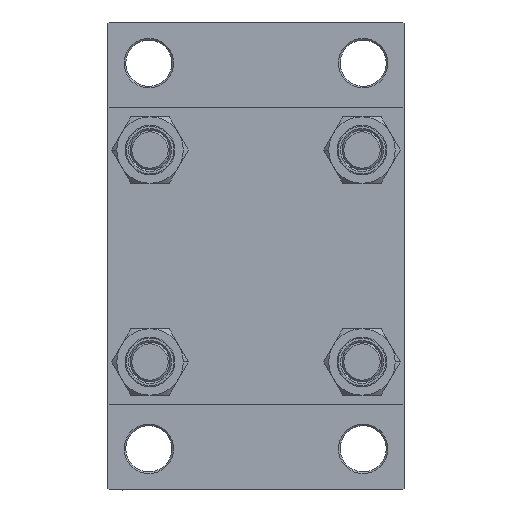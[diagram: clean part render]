
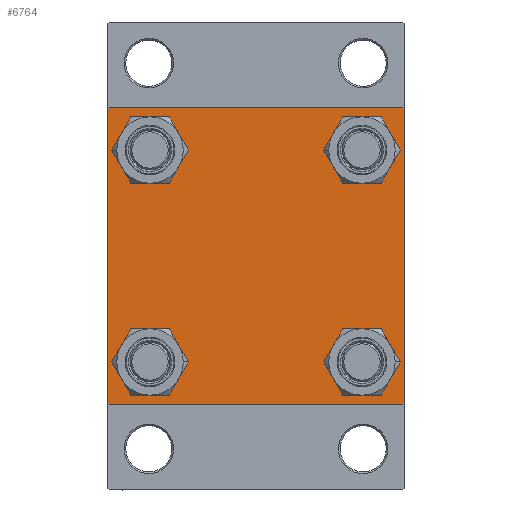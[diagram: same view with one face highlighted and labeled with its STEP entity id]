
A CAD part, left-side view. The second image highlights one B-rep face of the part: STEP entity #6764.
In plain terms, the highlighted planar face has unit normal (-1, 0, 0).
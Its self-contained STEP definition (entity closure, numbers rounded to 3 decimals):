
#132 = CIRCLE ( 'NONE', #25636, 6.5 ) ;
#191 = CARTESIAN_POINT ( 'NONE',  ( 0., 45., -44.5 ) ) ;
#374 = VERTEX_POINT ( 'NONE', #34019 ) ;
#393 = DIRECTION ( 'NONE',  ( 0., 0., 1. ) ) ;
#727 = VERTEX_POINT ( 'NONE', #11447 ) ;
#1091 = ORIENTED_EDGE ( 'NONE', *, *, #24256, .F. ) ;
#1123 = AXIS2_PLACEMENT_3D ( 'NONE', #28246, #39162, #31406 ) ;
#1316 = ORIENTED_EDGE ( 'NONE', *, *, #31097, .T. ) ;
#1395 = CARTESIAN_POINT ( 'NONE',  ( 0., 44.75, -44.75 ) ) ;
#1456 = VERTEX_POINT ( 'NONE', #35984 ) ;
#1690 = EDGE_LOOP ( 'NONE', ( #16146, #25318 ) ) ;
#1965 = VECTOR ( 'NONE', #34282, 1000. ) ;
#2559 = DIRECTION ( 'NONE',  ( 1., 0., 0. ) ) ;
#2623 = DIRECTION ( 'NONE',  ( 1., 0., 0. ) ) ;
#3545 = FACE_OUTER_BOUND ( 'NONE', #29319, .T. ) ;
#3595 = VECTOR ( 'NONE', #38919, 1000. ) ;
#3778 = CARTESIAN_POINT ( 'NONE',  ( 0., 44.75, 44.75 ) ) ;
#4055 = VECTOR ( 'NONE', #23968, 1000. ) ;
#5008 = CARTESIAN_POINT ( 'NONE',  ( 0., -32.15, -25.65 ) ) ;
#5254 = CARTESIAN_POINT ( 'NONE',  ( 0., 32.15, -25.65 ) ) ;
#5255 = CARTESIAN_POINT ( 'NONE',  ( 0., -32.15, -32.15 ) ) ;
#5413 = EDGE_LOOP ( 'NONE', ( #9475, #1316 ) ) ;
#6729 = EDGE_CURVE ( 'NONE', #17535, #20590, #11050, .T. ) ;
#6764 = ADVANCED_FACE ( 'NONE', ( #32382, #13973, #7182, #36728, #3545 ), #18326, .T. ) ;
#7182 = FACE_BOUND ( 'NONE', #33535, .T. ) ;
#7258 = CIRCLE ( 'NONE', #30461, 6.5 ) ;
#7838 = CARTESIAN_POINT ( 'NONE',  ( 0., -45., -44.5 ) ) ;
#7877 = CARTESIAN_POINT ( 'NONE',  ( 0., -32.15, 32.15 ) ) ;
#8254 = EDGE_CURVE ( 'NONE', #47353, #727, #40899, .T. ) ;
#8426 = VERTEX_POINT ( 'NONE', #5254 ) ;
#8671 = LINE ( 'NONE', #27311, #39482 ) ;
#8696 = CARTESIAN_POINT ( 'NONE',  ( 0., 32.15, -38.65 ) ) ;
#9475 = ORIENTED_EDGE ( 'NONE', *, *, #20548, .T. ) ;
#9545 = DIRECTION ( 'NONE',  ( 0., 0., -1. ) ) ;
#10490 = CARTESIAN_POINT ( 'NONE',  ( 0., -32.15, 38.65 ) ) ;
#10572 = CARTESIAN_POINT ( 'NONE',  ( 0., 32.15, 32.15 ) ) ;
#11050 = LINE ( 'NONE', #3778, #24491 ) ;
#11447 = CARTESIAN_POINT ( 'NONE',  ( 0., -44.5, -45. ) ) ;
#11715 = CARTESIAN_POINT ( 'NONE',  ( 0., 45., 45. ) ) ;
#12654 = DIRECTION ( 'NONE',  ( 1., 0., 0. ) ) ;
#12962 = CARTESIAN_POINT ( 'NONE',  ( 0., 45., 45. ) ) ;
#13286 = DIRECTION ( 'NONE',  ( 0., 0., 1. ) ) ;
#13973 = FACE_BOUND ( 'NONE', #41287, .T. ) ;
#14228 = VERTEX_POINT ( 'NONE', #30825 ) ;
#14879 = EDGE_CURVE ( 'NONE', #14228, #16111, #24802, .T. ) ;
#14959 = VECTOR ( 'NONE', #26477, 1000. ) ;
#15472 = VERTEX_POINT ( 'NONE', #22807 ) ;
#15818 = AXIS2_PLACEMENT_3D ( 'NONE', #7877, #26040, #33306 ) ;
#16019 = CARTESIAN_POINT ( 'NONE',  ( 0., 44.5, -45. ) ) ;
#16111 = VERTEX_POINT ( 'NONE', #7838 ) ;
#16146 = ORIENTED_EDGE ( 'NONE', *, *, #26016, .T. ) ;
#17077 = CARTESIAN_POINT ( 'NONE',  ( 0., -45., 45. ) ) ;
#17535 = VERTEX_POINT ( 'NONE', #34342 ) ;
#17560 = EDGE_CURVE ( 'NONE', #14228, #15472, #8671, .T. ) ;
#18190 = AXIS2_PLACEMENT_3D ( 'NONE', #5255, #27551, #27789 ) ;
#18305 = ORIENTED_EDGE ( 'NONE', *, *, #8254, .T. ) ;
#18326 = PLANE ( 'NONE',  #43859 ) ;
#18615 = DIRECTION ( 'NONE',  ( 0., -1., 0. ) ) ;
#18893 = AXIS2_PLACEMENT_3D ( 'NONE', #42599, #39223, #24910 ) ;
#19914 = ORIENTED_EDGE ( 'NONE', *, *, #38486, .T. ) ;
#20178 = DIRECTION ( 'NONE',  ( 0., 0., 1. ) ) ;
#20548 = EDGE_CURVE ( 'NONE', #21505, #1456, #132, .T. ) ;
#20590 = VERTEX_POINT ( 'NONE', #25574 ) ;
#20800 = CARTESIAN_POINT ( 'NONE',  ( 0., -32.15, -38.65 ) ) ;
#21505 = VERTEX_POINT ( 'NONE', #28333 ) ;
#22439 = DIRECTION ( 'NONE',  ( 1., 0., 0. ) ) ;
#22807 = CARTESIAN_POINT ( 'NONE',  ( 0., -44.5, 45. ) ) ;
#23110 = CARTESIAN_POINT ( 'NONE',  ( 0., 32.15, 32.15 ) ) ;
#23388 = EDGE_CURVE ( 'NONE', #727, #16111, #23732, .T. ) ;
#23676 = VERTEX_POINT ( 'NONE', #5008 ) ;
#23686 = DIRECTION ( 'NONE',  ( 0., 0.707, 0.707 ) ) ;
#23732 = LINE ( 'NONE', #34869, #4055 ) ;
#23968 = DIRECTION ( 'NONE',  ( 0., -0.707, 0.707 ) ) ;
#24144 = LINE ( 'NONE', #1395, #3595 ) ;
#24186 = CARTESIAN_POINT ( 'NONE',  ( 0., -32.15, 32.15 ) ) ;
#24256 = EDGE_CURVE ( 'NONE', #17535, #15472, #44893, .T. ) ;
#24491 = VECTOR ( 'NONE', #44224, 1000. ) ;
#24659 = VERTEX_POINT ( 'NONE', #191 ) ;
#24714 = ORIENTED_EDGE ( 'NONE', *, *, #45110, .T. ) ;
#24802 = LINE ( 'NONE', #17077, #27132 ) ;
#24910 = DIRECTION ( 'NONE',  ( 0., 0., 1. ) ) ;
#25138 = VERTEX_POINT ( 'NONE', #20800 ) ;
#25318 = ORIENTED_EDGE ( 'NONE', *, *, #38637, .T. ) ;
#25574 = CARTESIAN_POINT ( 'NONE',  ( 0., 45., 44.5 ) ) ;
#25636 = AXIS2_PLACEMENT_3D ( 'NONE', #10572, #22439, #32853 ) ;
#26016 = EDGE_CURVE ( 'NONE', #42231, #374, #37466, .T. ) ;
#26040 = DIRECTION ( 'NONE',  ( 1., 0., 0. ) ) ;
#26477 = DIRECTION ( 'NONE',  ( 0., -1., 0. ) ) ;
#26917 = EDGE_CURVE ( 'NONE', #41878, #8426, #33580, .T. ) ;
#27132 = VECTOR ( 'NONE', #9545, 1000. ) ;
#27153 = EDGE_CURVE ( 'NONE', #8426, #41878, #31301, .T. ) ;
#27311 = CARTESIAN_POINT ( 'NONE',  ( 0., -44.75, 44.75 ) ) ;
#27504 = ORIENTED_EDGE ( 'NONE', *, *, #6729, .T. ) ;
#27551 = DIRECTION ( 'NONE',  ( 1., 0., 0. ) ) ;
#27789 = DIRECTION ( 'NONE',  ( 0., 0., 1. ) ) ;
#28221 = AXIS2_PLACEMENT_3D ( 'NONE', #23110, #12654, #20178 ) ;
#28246 = CARTESIAN_POINT ( 'NONE',  ( 0., 32.15, -32.15 ) ) ;
#28333 = CARTESIAN_POINT ( 'NONE',  ( 0., 32.15, 38.65 ) ) ;
#28485 = CARTESIAN_POINT ( 'NONE',  ( 0., -32.15, -32.15 ) ) ;
#29319 = EDGE_LOOP ( 'NONE', ( #24714, #32964, #18305, #35990, #35148, #38059, #1091, #27504 ) ) ;
#29430 = ORIENTED_EDGE ( 'NONE', *, *, #44894, .T. ) ;
#29649 = ORIENTED_EDGE ( 'NONE', *, *, #26917, .T. ) ;
#30461 = AXIS2_PLACEMENT_3D ( 'NONE', #28485, #2559, #32590 ) ;
#30825 = CARTESIAN_POINT ( 'NONE',  ( 0., -45., 44.5 ) ) ;
#31097 = EDGE_CURVE ( 'NONE', #1456, #21505, #32866, .T. ) ;
#31301 = CIRCLE ( 'NONE', #1123, 6.5 ) ;
#31406 = DIRECTION ( 'NONE',  ( 0., 0., 1. ) ) ;
#32382 = FACE_BOUND ( 'NONE', #1690, .T. ) ;
#32590 = DIRECTION ( 'NONE',  ( 0., 0., 1. ) ) ;
#32853 = DIRECTION ( 'NONE',  ( 0., 0., 1. ) ) ;
#32866 = CIRCLE ( 'NONE', #28221, 6.5 ) ;
#32964 = ORIENTED_EDGE ( 'NONE', *, *, #43949, .T. ) ;
#33095 = CARTESIAN_POINT ( 'NONE',  ( 0., 0., 0. ) ) ;
#33306 = DIRECTION ( 'NONE',  ( 0., 0., 1. ) ) ;
#33535 = EDGE_LOOP ( 'NONE', ( #44918, #29649 ) ) ;
#33580 = CIRCLE ( 'NONE', #18893, 6.5 ) ;
#34019 = CARTESIAN_POINT ( 'NONE',  ( 0., -32.15, 25.65 ) ) ;
#34282 = DIRECTION ( 'NONE',  ( 0., 0., -1. ) ) ;
#34342 = CARTESIAN_POINT ( 'NONE',  ( 0., 44.5, 45. ) ) ;
#34869 = CARTESIAN_POINT ( 'NONE',  ( 0., -44.75, -44.75 ) ) ;
#35148 = ORIENTED_EDGE ( 'NONE', *, *, #14879, .F. ) ;
#35239 = LINE ( 'NONE', #12962, #1965 ) ;
#35984 = CARTESIAN_POINT ( 'NONE',  ( 0., 32.15, 25.65 ) ) ;
#35990 = ORIENTED_EDGE ( 'NONE', *, *, #23388, .T. ) ;
#36691 = CIRCLE ( 'NONE', #15818, 6.5 ) ;
#36728 = FACE_BOUND ( 'NONE', #5413, .T. ) ;
#37262 = CARTESIAN_POINT ( 'NONE',  ( 0., 45., -45. ) ) ;
#37466 = CIRCLE ( 'NONE', #42845, 6.5 ) ;
#38059 = ORIENTED_EDGE ( 'NONE', *, *, #17560, .T. ) ;
#38486 = EDGE_CURVE ( 'NONE', #23676, #25138, #7258, .T. ) ;
#38637 = EDGE_CURVE ( 'NONE', #374, #42231, #36691, .T. ) ;
#38919 = DIRECTION ( 'NONE',  ( 0., -0.707, -0.707 ) ) ;
#39162 = DIRECTION ( 'NONE',  ( 1., 0., 0. ) ) ;
#39223 = DIRECTION ( 'NONE',  ( 1., 0., 0. ) ) ;
#39482 = VECTOR ( 'NONE', #23686, 1000. ) ;
#40899 = LINE ( 'NONE', #37262, #47759 ) ;
#41287 = EDGE_LOOP ( 'NONE', ( #19914, #29430 ) ) ;
#41878 = VERTEX_POINT ( 'NONE', #8696 ) ;
#42163 = CIRCLE ( 'NONE', #18190, 6.5 ) ;
#42231 = VERTEX_POINT ( 'NONE', #10490 ) ;
#42599 = CARTESIAN_POINT ( 'NONE',  ( 0., 32.15, -32.15 ) ) ;
#42845 = AXIS2_PLACEMENT_3D ( 'NONE', #24186, #2623, #13286 ) ;
#43859 = AXIS2_PLACEMENT_3D ( 'NONE', #33095, #44466, #393 ) ;
#43949 = EDGE_CURVE ( 'NONE', #24659, #47353, #24144, .T. ) ;
#44224 = DIRECTION ( 'NONE',  ( 0., 0.707, -0.707 ) ) ;
#44466 = DIRECTION ( 'NONE',  ( -1., 0., 0. ) ) ;
#44893 = LINE ( 'NONE', #11715, #14959 ) ;
#44894 = EDGE_CURVE ( 'NONE', #25138, #23676, #42163, .T. ) ;
#44918 = ORIENTED_EDGE ( 'NONE', *, *, #27153, .T. ) ;
#45110 = EDGE_CURVE ( 'NONE', #20590, #24659, #35239, .T. ) ;
#47353 = VERTEX_POINT ( 'NONE', #16019 ) ;
#47759 = VECTOR ( 'NONE', #18615, 1000. ) ;
